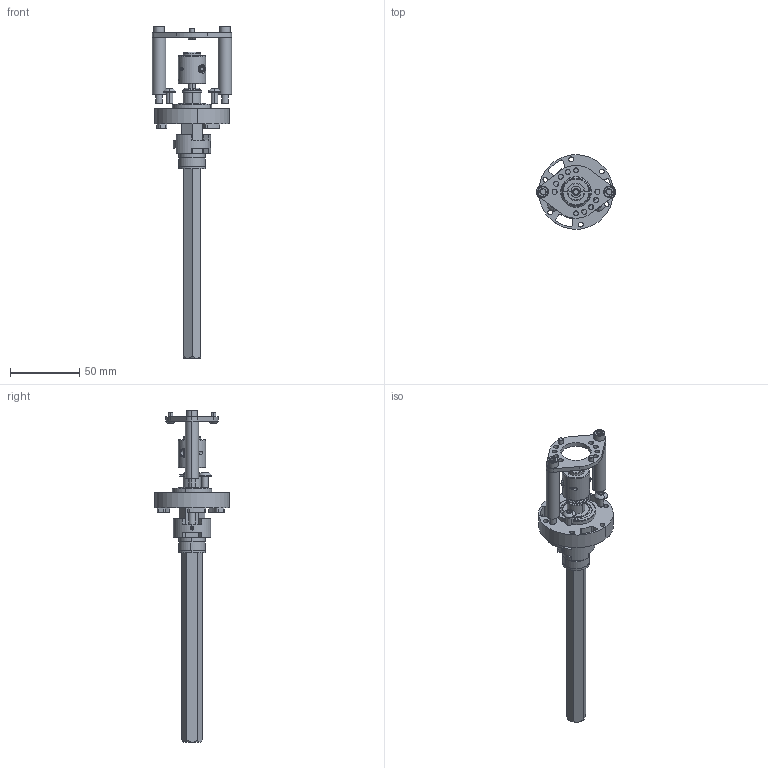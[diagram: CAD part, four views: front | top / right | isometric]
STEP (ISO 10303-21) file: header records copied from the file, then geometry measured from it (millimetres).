
FILE_DESCRIPTION (( 'STEP AP214' ), '1' );
FILE_NAME ('217-3636-KIT-STEP.STEP', '2013-12-12T20:30:24', ( '' ), ( '' ), 'SwSTEP 2.0', 'SolidWorks 2013', '' );
FILE_SCHEMA (( 'AUTOMOTIVE_DESIGN' ));
Length unit declared in the file: inch
Products named in the file (24): 217-3257-001 Rev1; 217-3423-003 Rev1; 217-3423-014 Rev1; 217-3421-011 Rev2_97633A200; 217-3421-007 Rev1; 217-2743; 217-2778-001 Rev2_NCQ8A075-050M; 217-3423-009 Rev1; 217-3423-008 Rev1; 217-3423-005 Rev1; 217-3489; 217-3195-200 Rev1; 91251A107_91251A107; SBS1_SBS-0632-0250; 217-2778-NCQ8A075-050M_1032_Nut_90545A111; 217-3423-016 Rev1; 217-3423-004 Rev1; 217-3195-010 Rev1; 217-3433-002 Rev1; 217-2428-027 Rev1_97414A630; 217-2758-001 Rev1; 217-3423-006 Rev1; 217-3636-KIT-STEP; 217-3259-001 Rev1
Assembly tree (30 placements, depth 3):
  217-3636-KIT-STEP
    217-2428-027 Rev1_97414A630
    217-3195-200 Rev1
      217-3195-010 Rev1  x2
      217-2778-NCQ8A075-050M_1032_Nut_90545A111
      91251A107_91251A107  x2
    217-3489
    217-3423-005 Rev1
    217-3423-008 Rev1
    217-3423-009 Rev1
    217-2778-001 Rev2_NCQ8A075-050M
      217-2778-NCQ8A075-050M_1032_Nut_90545A111
    217-2743
    217-3421-007 Rev1  x2
    217-3421-011 Rev2_97633A200
    217-3423-014 Rev1
    217-3423-003 Rev1
    217-3257-001 Rev1
    217-3259-001 Rev1
    217-3423-006 Rev1  x2
    217-2758-001 Rev1
    217-3433-002 Rev1
    217-3423-004 Rev1
    217-3423-016 Rev1  x2
    SBS1_SBS-0632-0250  x2
Bounding box: 57.15 x 53.95 x 239.78 mm (x, y, z)
Volume: 67792.9 mm3; surface area: 45209.2 mm2
Topology: 30 solids, 30 shells, 1043 faces, 2616 edges, 1650 vertices
Faces by surface type: cylinder 467, plane 340, cone 140, bspline 70, torus 18, sphere 8
Entity records: 31946 total; most frequent: CARTESIAN_POINT 12316, ORIENTED_EDGE 3850, DIRECTION 3769, EDGE_CURVE 1925, AXIS2_PLACEMENT_3D 1474, VERTEX_POINT 1247, EDGE_LOOP 918, VECTOR 821
